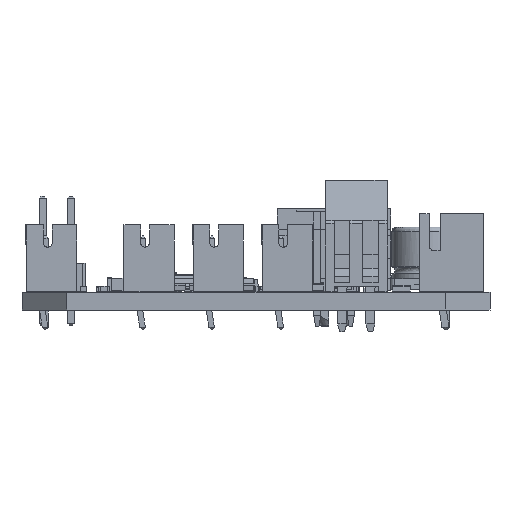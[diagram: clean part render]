
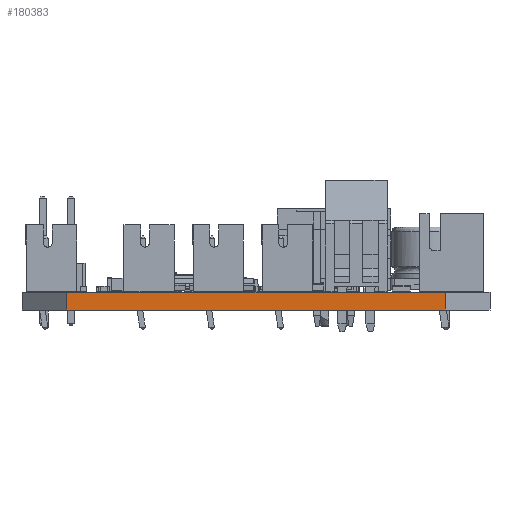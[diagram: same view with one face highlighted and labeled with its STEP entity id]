
A CAD part, front view. The second image highlights one B-rep face of the part: STEP entity #180383.
In plain terms, the highlighted planar face has unit normal (0, -1, 0).
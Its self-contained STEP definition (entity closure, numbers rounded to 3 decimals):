
#180383 = ADVANCED_FACE('',(#180384),#180398,.T.);
#180384 = FACE_BOUND('',#180385,.T.);
#180385 = EDGE_LOOP('',(#180386,#180421,#180449,#180477));
#180386 = ORIENTED_EDGE('',*,*,#180387,.T.);
#180387 = EDGE_CURVE('',#180388,#180390,#180392,.T.);
#180388 = VERTEX_POINT('',#180389);
#180389 = CARTESIAN_POINT('',(38.,0.,0.));
#180390 = VERTEX_POINT('',#180391);
#180391 = CARTESIAN_POINT('',(38.,0.,1.6));
#180392 = SURFACE_CURVE('',#180393,(#180397,#180409),.PCURVE_S1.);
#180393 = LINE('',#180394,#180395);
#180394 = CARTESIAN_POINT('',(38.,0.,0.));
#180395 = VECTOR('',#180396,1.);
#180396 = DIRECTION('',(0.,0.,1.));
#180397 = PCURVE('',#180398,#180403);
#180398 = PLANE('',#180399);
#180399 = AXIS2_PLACEMENT_3D('',#180400,#180401,#180402);
#180400 = CARTESIAN_POINT('',(38.,0.,0.));
#180401 = DIRECTION('',(0.,-1.,0.));
#180402 = DIRECTION('',(-1.,0.,0.));
#180403 = DEFINITIONAL_REPRESENTATION('',(#180404),#180408);
#180404 = LINE('',#180405,#180406);
#180405 = CARTESIAN_POINT('',(0.,0.));
#180406 = VECTOR('',#180407,1.);
#180407 = DIRECTION('',(0.,-1.));
#180408 = ( GEOMETRIC_REPRESENTATION_CONTEXT(2) 
PARAMETRIC_REPRESENTATION_CONTEXT() REPRESENTATION_CONTEXT('2D SPACE',''
  ) );
#180409 = PCURVE('',#180410,#180415);
#180410 = PLANE('',#180411);
#180411 = AXIS2_PLACEMENT_3D('',#180412,#180413,#180414);
#180412 = CARTESIAN_POINT('',(42.,4.,0.));
#180413 = DIRECTION('',(0.707,-0.707,0.));
#180414 = DIRECTION('',(-0.707,-0.707,0.));
#180415 = DEFINITIONAL_REPRESENTATION('',(#180416),#180420);
#180416 = LINE('',#180417,#180418);
#180417 = CARTESIAN_POINT('',(5.657,0.));
#180418 = VECTOR('',#180419,1.);
#180419 = DIRECTION('',(0.,-1.));
#180420 = ( GEOMETRIC_REPRESENTATION_CONTEXT(2) 
PARAMETRIC_REPRESENTATION_CONTEXT() REPRESENTATION_CONTEXT('2D SPACE',''
  ) );
#180421 = ORIENTED_EDGE('',*,*,#180422,.T.);
#180422 = EDGE_CURVE('',#180390,#180423,#180425,.T.);
#180423 = VERTEX_POINT('',#180424);
#180424 = CARTESIAN_POINT('',(4.,0.,1.6));
#180425 = SURFACE_CURVE('',#180426,(#180430,#180437),.PCURVE_S1.);
#180426 = LINE('',#180427,#180428);
#180427 = CARTESIAN_POINT('',(38.,0.,1.6));
#180428 = VECTOR('',#180429,1.);
#180429 = DIRECTION('',(-1.,0.,0.));
#180430 = PCURVE('',#180398,#180431);
#180431 = DEFINITIONAL_REPRESENTATION('',(#180432),#180436);
#180432 = LINE('',#180433,#180434);
#180433 = CARTESIAN_POINT('',(0.,-1.6));
#180434 = VECTOR('',#180435,1.);
#180435 = DIRECTION('',(1.,0.));
#180436 = ( GEOMETRIC_REPRESENTATION_CONTEXT(2) 
PARAMETRIC_REPRESENTATION_CONTEXT() REPRESENTATION_CONTEXT('2D SPACE',''
  ) );
#180437 = PCURVE('',#180438,#180443);
#180438 = PLANE('',#180439);
#180439 = AXIS2_PLACEMENT_3D('',#180440,#180441,#180442);
#180440 = CARTESIAN_POINT('',(20.958,21.051,1.6));
#180441 = DIRECTION('',(0.,0.,-1.));
#180442 = DIRECTION('',(-1.,0.,0.));
#180443 = DEFINITIONAL_REPRESENTATION('',(#180444),#180448);
#180444 = LINE('',#180445,#180446);
#180445 = CARTESIAN_POINT('',(-17.042,-21.051));
#180446 = VECTOR('',#180447,1.);
#180447 = DIRECTION('',(1.,0.));
#180448 = ( GEOMETRIC_REPRESENTATION_CONTEXT(2) 
PARAMETRIC_REPRESENTATION_CONTEXT() REPRESENTATION_CONTEXT('2D SPACE',''
  ) );
#180449 = ORIENTED_EDGE('',*,*,#180450,.F.);
#180450 = EDGE_CURVE('',#180451,#180423,#180453,.T.);
#180451 = VERTEX_POINT('',#180452);
#180452 = CARTESIAN_POINT('',(4.,0.,0.));
#180453 = SURFACE_CURVE('',#180454,(#180458,#180465),.PCURVE_S1.);
#180454 = LINE('',#180455,#180456);
#180455 = CARTESIAN_POINT('',(4.,0.,0.));
#180456 = VECTOR('',#180457,1.);
#180457 = DIRECTION('',(0.,0.,1.));
#180458 = PCURVE('',#180398,#180459);
#180459 = DEFINITIONAL_REPRESENTATION('',(#180460),#180464);
#180460 = LINE('',#180461,#180462);
#180461 = CARTESIAN_POINT('',(34.,0.));
#180462 = VECTOR('',#180463,1.);
#180463 = DIRECTION('',(0.,-1.));
#180464 = ( GEOMETRIC_REPRESENTATION_CONTEXT(2) 
PARAMETRIC_REPRESENTATION_CONTEXT() REPRESENTATION_CONTEXT('2D SPACE',''
  ) );
#180465 = PCURVE('',#180466,#180471);
#180466 = PLANE('',#180467);
#180467 = AXIS2_PLACEMENT_3D('',#180468,#180469,#180470);
#180468 = CARTESIAN_POINT('',(4.,0.,0.));
#180469 = DIRECTION('',(-0.707,-0.707,0.));
#180470 = DIRECTION('',(-0.707,0.707,0.));
#180471 = DEFINITIONAL_REPRESENTATION('',(#180472),#180476);
#180472 = LINE('',#180473,#180474);
#180473 = CARTESIAN_POINT('',(0.,0.));
#180474 = VECTOR('',#180475,1.);
#180475 = DIRECTION('',(0.,-1.));
#180476 = ( GEOMETRIC_REPRESENTATION_CONTEXT(2) 
PARAMETRIC_REPRESENTATION_CONTEXT() REPRESENTATION_CONTEXT('2D SPACE',''
  ) );
#180477 = ORIENTED_EDGE('',*,*,#180478,.F.);
#180478 = EDGE_CURVE('',#180388,#180451,#180479,.T.);
#180479 = SURFACE_CURVE('',#180480,(#180484,#180491),.PCURVE_S1.);
#180480 = LINE('',#180481,#180482);
#180481 = CARTESIAN_POINT('',(38.,0.,0.));
#180482 = VECTOR('',#180483,1.);
#180483 = DIRECTION('',(-1.,0.,0.));
#180484 = PCURVE('',#180398,#180485);
#180485 = DEFINITIONAL_REPRESENTATION('',(#180486),#180490);
#180486 = LINE('',#180487,#180488);
#180487 = CARTESIAN_POINT('',(0.,0.));
#180488 = VECTOR('',#180489,1.);
#180489 = DIRECTION('',(1.,0.));
#180490 = ( GEOMETRIC_REPRESENTATION_CONTEXT(2) 
PARAMETRIC_REPRESENTATION_CONTEXT() REPRESENTATION_CONTEXT('2D SPACE',''
  ) );
#180491 = PCURVE('',#180492,#180497);
#180492 = PLANE('',#180493);
#180493 = AXIS2_PLACEMENT_3D('',#180494,#180495,#180496);
#180494 = CARTESIAN_POINT('',(20.958,21.051,0.));
#180495 = DIRECTION('',(0.,0.,-1.));
#180496 = DIRECTION('',(-1.,0.,0.));
#180497 = DEFINITIONAL_REPRESENTATION('',(#180498),#180502);
#180498 = LINE('',#180499,#180500);
#180499 = CARTESIAN_POINT('',(-17.042,-21.051));
#180500 = VECTOR('',#180501,1.);
#180501 = DIRECTION('',(1.,0.));
#180502 = ( GEOMETRIC_REPRESENTATION_CONTEXT(2) 
PARAMETRIC_REPRESENTATION_CONTEXT() REPRESENTATION_CONTEXT('2D SPACE',''
  ) );
